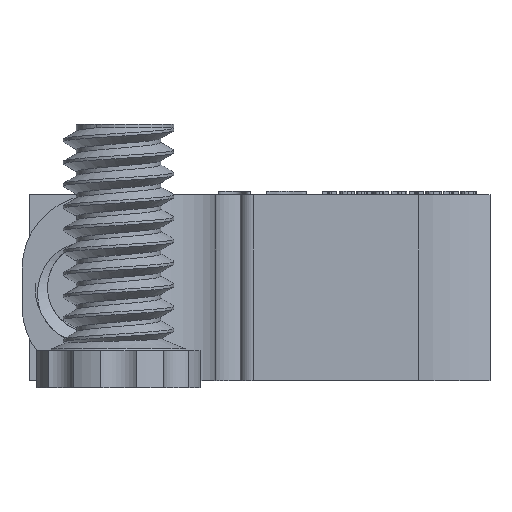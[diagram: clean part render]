
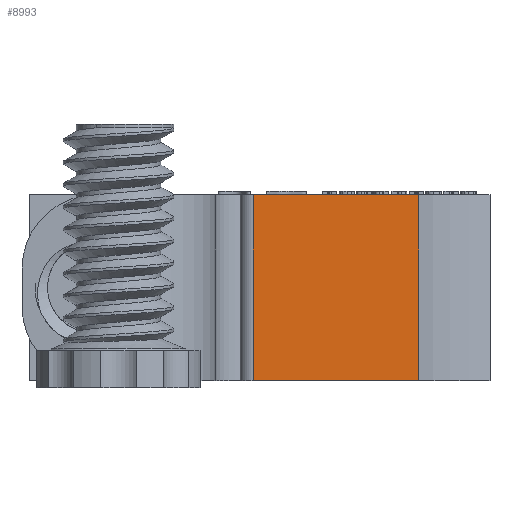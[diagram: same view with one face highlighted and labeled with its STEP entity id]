
A CAD part, front view. The second image highlights one B-rep face of the part: STEP entity #8993.
In plain terms, the highlighted planar face has unit normal (0, -1, 0).
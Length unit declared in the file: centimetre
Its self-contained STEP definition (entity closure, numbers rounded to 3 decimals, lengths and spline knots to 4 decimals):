
#1087=PLANE('',#9250);
#1547=FACE_OUTER_BOUND('',#2077,.T.);
#2077=EDGE_LOOP('',(#8299,#8300,#8301,#8302));
#2137=LINE('',#10682,#2804);
#2202=LINE('',#11518,#2869);
#2750=LINE('',#19042,#3417);
#2757=LINE('',#19055,#3424);
#2804=VECTOR('',#9362,1.);
#2869=VECTOR('',#9505,1.);
#3417=VECTOR('',#10353,1.);
#3424=VECTOR('',#10372,1.);
#3570=VERTEX_POINT('',#10679);
#3571=VERTEX_POINT('',#10681);
#3770=VERTEX_POINT('',#11515);
#3771=VERTEX_POINT('',#11517);
#4473=EDGE_CURVE('',#3571,#3570,#2137,.T.);
#4676=EDGE_CURVE('',#3771,#3770,#2202,.T.);
#5705=EDGE_CURVE('',#3571,#3770,#2750,.T.);
#5712=EDGE_CURVE('',#3771,#3570,#2757,.T.);
#8299=ORIENTED_EDGE('',*,*,#5705,.F.);
#8300=ORIENTED_EDGE('',*,*,#4473,.T.);
#8301=ORIENTED_EDGE('',*,*,#5712,.F.);
#8302=ORIENTED_EDGE('',*,*,#4676,.T.);
#8993=ADVANCED_FACE('',(#1547),#1087,.T.);
#9250=AXIS2_PLACEMENT_3D('',#19074,#10400,#10401);
#9362=DIRECTION('',(1.,0.,0.));
#9505=DIRECTION('',(-1.,0.,0.));
#10353=DIRECTION('',(0.,0.,1.));
#10372=DIRECTION('',(0.,0.,-1.));
#10400=DIRECTION('center_axis',(0.,-1.,0.));
#10401=DIRECTION('ref_axis',(-1.,0.,0.));
#10679=CARTESIAN_POINT('',(10.5757,-1.5,0.2));
#10681=CARTESIAN_POINT('',(6.1257,-1.5,0.2));
#10682=CARTESIAN_POINT('',(9.6246,-1.5,0.2));
#11515=CARTESIAN_POINT('',(6.1257,-1.5,5.2));
#11517=CARTESIAN_POINT('',(10.5757,-1.5,5.2));
#11518=CARTESIAN_POINT('',(10.5757,-1.5,5.2));
#19042=CARTESIAN_POINT('',(6.1257,-1.5,5.2));
#19055=CARTESIAN_POINT('',(10.5757,-1.5,5.2));
#19074=CARTESIAN_POINT('Origin',(10.5757,-1.5,5.2));
